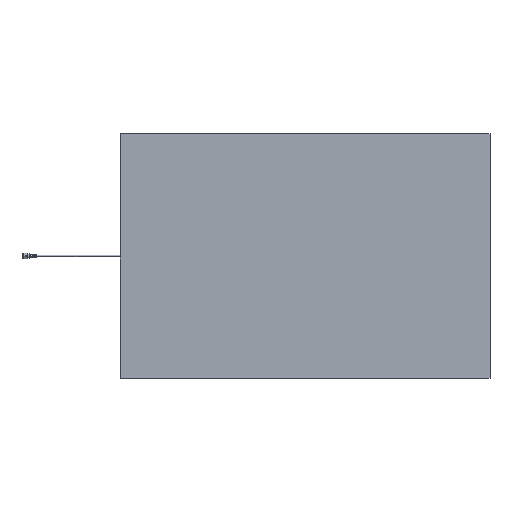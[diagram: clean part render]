
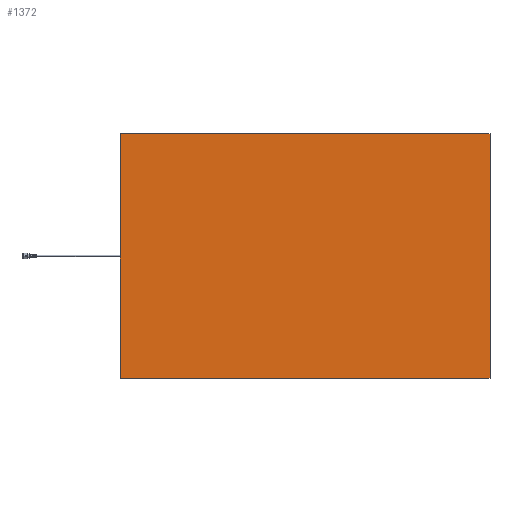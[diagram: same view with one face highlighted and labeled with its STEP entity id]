
A CAD part, top view. The second image highlights one B-rep face of the part: STEP entity #1372.
In plain terms, the highlighted planar face has unit normal (0, 0, 1).
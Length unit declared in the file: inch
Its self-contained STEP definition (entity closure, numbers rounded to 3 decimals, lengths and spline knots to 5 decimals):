
#549 = EDGE_CURVE ( 'NONE', #100451, #32410, #76358, .T. ) ;
#1372 = ADVANCED_FACE ( 'NONE', ( #11541 ), #58661, .T. ) ;
#3304 = LINE ( 'NONE', #66478, #91495 ) ;
#5912 = DIRECTION ( 'NONE',  ( 1., 0., 0. ) ) ;
#9415 = CARTESIAN_POINT ( 'NONE',  ( -10.43307, -6.88976, 0.15748 ) ) ;
#10024 = CARTESIAN_POINT ( 'NONE',  ( -10.43307, 6.88976, 0.15748 ) ) ;
#11541 = FACE_OUTER_BOUND ( 'NONE', #91744, .T. ) ;
#11697 = ORIENTED_EDGE ( 'NONE', *, *, #17361, .T. ) ;
#14674 = CARTESIAN_POINT ( 'NONE',  ( 10.43307, -6.88976, 0.15748 ) ) ;
#17361 = EDGE_CURVE ( 'NONE', #32410, #93002, #51841, .T. ) ;
#27353 = EDGE_CURVE ( 'NONE', #99311, #100451, #43724, .T. ) ;
#30156 = CARTESIAN_POINT ( 'NONE',  ( 10.43307, -6.88976, 0.15748 ) ) ;
#32410 = VERTEX_POINT ( 'NONE', #83726 ) ;
#34187 = VECTOR ( 'NONE', #52870, 39.37008 ) ;
#34866 = DIRECTION ( 'NONE',  ( 0., -1., 0. ) ) ;
#35842 = DIRECTION ( 'NONE',  ( 0., 0., 1. ) ) ;
#43724 = LINE ( 'NONE', #59777, #65925 ) ;
#49444 = EDGE_CURVE ( 'NONE', #93002, #99311, #3304, .T. ) ;
#51841 = LINE ( 'NONE', #92301, #34187 ) ;
#52870 = DIRECTION ( 'NONE',  ( -1., 0., 0. ) ) ;
#55552 = VECTOR ( 'NONE', #86141, 39.37008 ) ;
#58661 = PLANE ( 'NONE',  #80357 ) ;
#59171 = CARTESIAN_POINT ( 'NONE',  ( 0., 0., 0.15748 ) ) ;
#59777 = CARTESIAN_POINT ( 'NONE',  ( -10.43307, -6.88976, 0.15748 ) ) ;
#65925 = VECTOR ( 'NONE', #5912, 39.37008 ) ;
#66478 = CARTESIAN_POINT ( 'NONE',  ( -10.43307, 6.88976, 0.15748 ) ) ;
#76358 = LINE ( 'NONE', #14674, #55552 ) ;
#77206 = ORIENTED_EDGE ( 'NONE', *, *, #49444, .T. ) ;
#80357 = AXIS2_PLACEMENT_3D ( 'NONE', #59171, #35842, #81991 ) ;
#81991 = DIRECTION ( 'NONE',  ( 1., 0., 0. ) ) ;
#82163 = ORIENTED_EDGE ( 'NONE', *, *, #27353, .T. ) ;
#83726 = CARTESIAN_POINT ( 'NONE',  ( 10.43307, 6.88976, 0.15748 ) ) ;
#86141 = DIRECTION ( 'NONE',  ( 0., 1., 0. ) ) ;
#91495 = VECTOR ( 'NONE', #34866, 39.37008 ) ;
#91744 = EDGE_LOOP ( 'NONE', ( #95181, #11697, #77206, #82163 ) ) ;
#92301 = CARTESIAN_POINT ( 'NONE',  ( 10.43307, 6.88976, 0.15748 ) ) ;
#93002 = VERTEX_POINT ( 'NONE', #10024 ) ;
#95181 = ORIENTED_EDGE ( 'NONE', *, *, #549, .T. ) ;
#99311 = VERTEX_POINT ( 'NONE', #9415 ) ;
#100451 = VERTEX_POINT ( 'NONE', #30156 ) ;
